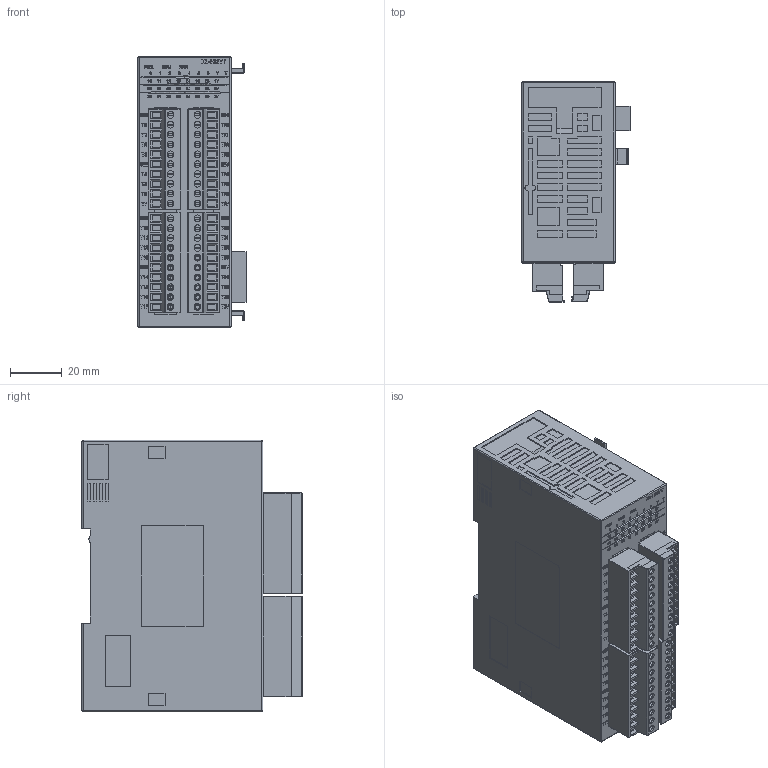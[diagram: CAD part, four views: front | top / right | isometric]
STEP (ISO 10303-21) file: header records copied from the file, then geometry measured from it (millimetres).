
FILE_DESCRIPTION(/* description */ (''),/* implementation_level */ '2;1');
FILE_NAME(/* name */ 'XL-E32YT',/* time_stamp */ '2022-08-23T15:29:11+08:00',/* author */ (''),/* organization */ (''),/* preprocessor_version */ 'ST-DEVELOPER v16.5',/* originating_system */ '',/* authorisation */ '');
FILE_SCHEMA (('CONFIG_CONTROL_DESIGN'));
Products named in the file (1): Document
Bounding box: 41.8 x 85.17 x 105 mm (x, y, z)
Surface area: 42441.1 mm2 (no closed solid volume)
Topology: 0 solids, 200 shells, 2519 faces, 34385 edges, 32233 vertices
Faces by surface type: plane 1796, cylinder 369, bspline 354
Entity records: 313325 total; most frequent: CARTESIAN_POINT 157995, ORIENTED_EDGE 40281, EDGE_CURVE 34385, B_SPLINE_CURVE_WITH_KNOTS 33217, VERTEX_POINT 32233, EDGE_LOOP 2787, ADVANCED_FACE 2519, FACE_OUTER_BOUND 2519
